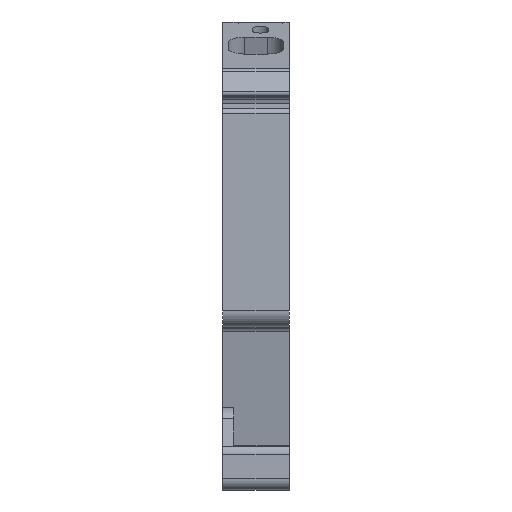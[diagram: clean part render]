
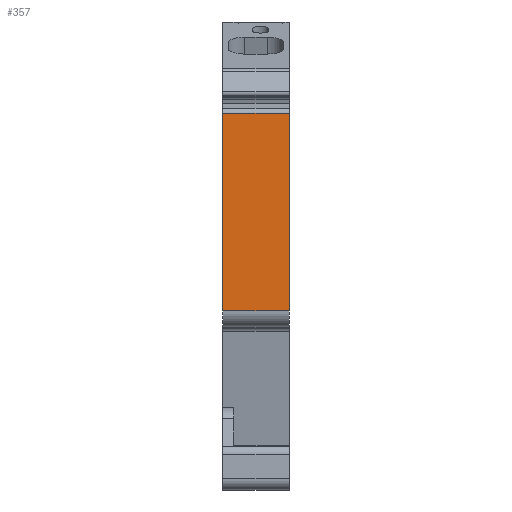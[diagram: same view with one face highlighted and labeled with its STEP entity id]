
A CAD part, left-side view. The second image highlights one B-rep face of the part: STEP entity #357.
In plain terms, the highlighted planar face has unit normal (-1, 0, 0).
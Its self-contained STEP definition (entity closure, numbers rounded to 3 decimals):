
#357 = ADVANCED_FACE( '', ( #748 ), #749, .F. );
#748 = FACE_OUTER_BOUND( '', #1174, .T. );
#749 = PLANE( '', #1175 );
#1174 = EDGE_LOOP( '', ( #2119, #2120, #2121, #2122 ) );
#1175 = AXIS2_PLACEMENT_3D( '', #2123, #2124, #2125 );
#2119 = ORIENTED_EDGE( '', *, *, #3032, .T. );
#2120 = ORIENTED_EDGE( '', *, *, #2797, .F. );
#2121 = ORIENTED_EDGE( '', *, *, #3033, .F. );
#2122 = ORIENTED_EDGE( '', *, *, #2866, .T. );
#2123 = CARTESIAN_POINT( '', ( -30.75, 6., -5.011 ) );
#2124 = DIRECTION( '', ( 1., 0., 0. ) );
#2125 = DIRECTION( '', ( 0., 0., -1. ) );
#2797 = EDGE_CURVE( '', #3484, #3479, #3486, .T. );
#2866 = EDGE_CURVE( '', #3586, #3584, #3587, .T. );
#3032 = EDGE_CURVE( '', #3584, #3479, #3800, .T. );
#3033 = EDGE_CURVE( '', #3586, #3484, #3801, .T. );
#3479 = VERTEX_POINT( '', #4377 );
#3484 = VERTEX_POINT( '', #4383 );
#3486 = LINE( '', #4385, #4386 );
#3584 = VERTEX_POINT( '', #4526 );
#3586 = VERTEX_POINT( '', #4528 );
#3587 = LINE( '', #4529, #4530 );
#3800 = LINE( '', #4815, #4816 );
#3801 = LINE( '', #4817, #4818 );
#4377 = CARTESIAN_POINT( '', ( -30.75, 0., 12.68 ) );
#4383 = CARTESIAN_POINT( '', ( -30.75, 6., 12.68 ) );
#4385 = CARTESIAN_POINT( '', ( -30.75, 6., 12.68 ) );
#4386 = VECTOR( '', #5201, 1000. );
#4526 = CARTESIAN_POINT( '', ( -30.75, 0., -5.011 ) );
#4528 = CARTESIAN_POINT( '', ( -30.75, 6., -5.011 ) );
#4529 = CARTESIAN_POINT( '', ( -30.75, 6., -5.011 ) );
#4530 = VECTOR( '', #5262, 1000. );
#4815 = CARTESIAN_POINT( '', ( -30.75, 0., -5.011 ) );
#4816 = VECTOR( '', #5446, 1000. );
#4817 = CARTESIAN_POINT( '', ( -30.75, 6., -5.011 ) );
#4818 = VECTOR( '', #5447, 1000. );
#5201 = DIRECTION( '', ( 0., -1., 0. ) );
#5262 = DIRECTION( '', ( 0., -1., 0. ) );
#5446 = DIRECTION( '', ( 0., 0., 1. ) );
#5447 = DIRECTION( '', ( 0., 0., 1. ) );
